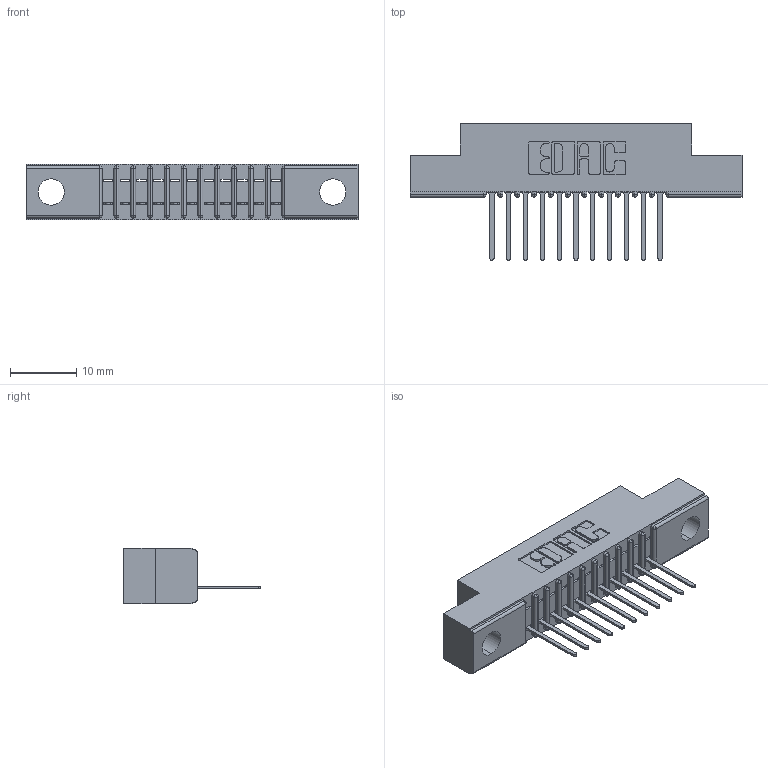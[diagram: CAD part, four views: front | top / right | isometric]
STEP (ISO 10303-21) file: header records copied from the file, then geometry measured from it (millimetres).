
FILE_DESCRIPTION (( 'STEP AP203' ), '1' );
FILE_NAME ('391-011-522-104.STEP', '2018-08-08T16:17:41', ( '' ), ( '' ), 'SwSTEP 2.0', 'SolidWorks 2016', '' );
FILE_SCHEMA (( 'CONFIG_CONTROL_DESIGN' ));
Length unit declared in the file: inch
Products named in the file (3): 341-292-001_341-292-122; 391-011-522-104; 341 Part_.156 (3.96) Dia Mounting Holes
Assembly tree (12 placements, depth 2):
  391-011-522-104
    341 Part_.156 (3.96) Dia Mounting Holes
    341-292-001_341-292-122  x11
Bounding box: 50.16 x 20.62 x 8.38 mm (x, y, z)
Volume: 2716.4 mm3; surface area: 4469.7 mm2
Topology: 12 solids, 12 shells, 1032 faces, 2959 edges, 1902 vertices
Faces by surface type: plane 643, cylinder 345, sphere 24, torus 20
Entity records: 17508 total; most frequent: CARTESIAN_POINT 2964, ORIENTED_EDGE 2950, DIRECTION 2879, EDGE_CURVE 1475, LINE 1165, VECTOR 1165, VERTEX_POINT 942, AXIS2_PLACEMENT_3D 857
